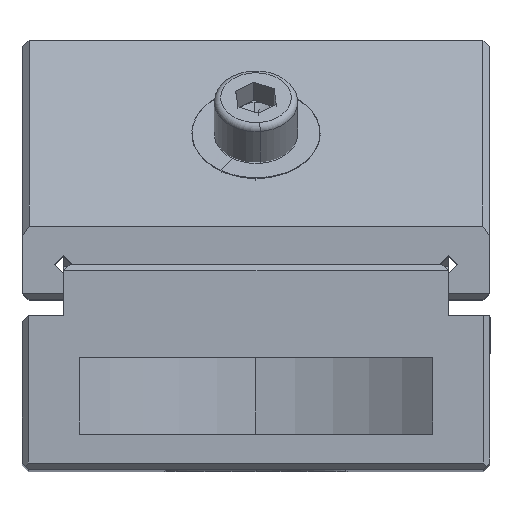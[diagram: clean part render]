
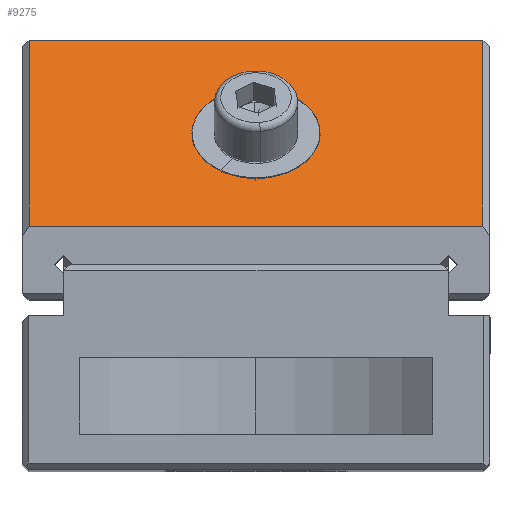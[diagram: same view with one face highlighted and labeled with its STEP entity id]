
A CAD part, top view. The second image highlights one B-rep face of the part: STEP entity #9275.
In plain terms, the highlighted face is planar.
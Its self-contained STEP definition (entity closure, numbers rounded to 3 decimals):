
#9 = EDGE_LOOP ( 'NONE', ( #368, #369, #370, #371 ) ) ;
#368 = ORIENTED_EDGE ( 'NONE', *, *, #9775, .F. ) ;
#369 = ORIENTED_EDGE ( 'NONE', *, *, #607, .T. ) ;
#370 = ORIENTED_EDGE ( 'NONE', *, *, #600, .T. ) ;
#371 = ORIENTED_EDGE ( 'NONE', *, *, #9871, .T. ) ;
#372 = ORIENTED_EDGE ( 'NONE', *, *, #9947, .F. ) ;
#373 = ORIENTED_EDGE ( 'NONE', *, *, #9874, .F. ) ;
#600 = EDGE_CURVE ( 'NONE', #9103, #6521, #2093, .T. ) ;
#607 = EDGE_CURVE ( 'NONE', #9047, #9103, #2107, .T. ) ;
#1011 = AXIS2_PLACEMENT_3D ( 'NONE', #4054, #4064, #4065 ) ;
#2093 = LINE ( 'NONE', #8634, #2099 ) ;
#2099 = VECTOR ( 'NONE', #8636, 1000. ) ;
#2107 = LINE ( 'NONE', #2215, #2111 ) ;
#2111 = VECTOR ( 'NONE', #2221, 1000. ) ;
#2215 = CARTESIAN_POINT ( 'NONE',  ( 27., 39.5, -35.4 ) ) ;
#2221 = DIRECTION ( 'NONE',  ( -0.707, 0.707, 0. ) ) ;
#3118 = FACE_OUTER_BOUND ( 'NONE', #9, .T. ) ;
#3132 = FACE_BOUND ( 'NONE', #6549, .T. ) ;
#3419 = CARTESIAN_POINT ( 'NONE',  ( 26., 40.5, 35.4 ) ) ;
#3731 = CARTESIAN_POINT ( 'NONE',  ( 33.429, 33.071, 0. ) ) ;
#3748 = CARTESIAN_POINT ( 'NONE',  ( 55., 11.5, 35.4 ) ) ;
#3765 = CARTESIAN_POINT ( 'NONE',  ( 55., 11.5, -35.4 ) ) ;
#3806 = CARTESIAN_POINT ( 'NONE',  ( 47.571, 18.929, 0. ) ) ;
#3821 = CARTESIAN_POINT ( 'NONE',  ( 26., 40.5, -35.4 ) ) ;
#4054 = CARTESIAN_POINT ( 'NONE',  ( 26., 40.5, -36.4 ) ) ;
#4059 = PLANE ( 'NONE',  #1011 ) ;
#4064 = DIRECTION ( 'NONE',  ( -0.707, -0.707, 0. ) ) ;
#4065 = DIRECTION ( 'NONE',  ( 0.707, -0.707, 0. ) ) ;
#4724 = AXIS2_PLACEMENT_3D ( 'NONE', #7846, #7847, #7848 ) ;
#4739 = AXIS2_PLACEMENT_3D ( 'NONE', #8007, #8008, #8009 ) ;
#6521 = VERTEX_POINT ( 'NONE', #3419 ) ;
#6549 = EDGE_LOOP ( 'NONE', ( #372, #373 ) ) ;
#6888 = CARTESIAN_POINT ( 'NONE',  ( 55., 11.5, -36.4 ) ) ;
#6889 = DIRECTION ( 'NONE',  ( 0., 0., 1. ) ) ;
#7220 = LINE ( 'NONE', #6888, #7223 ) ;
#7223 = VECTOR ( 'NONE', #6889, 1000. ) ;
#7370 = LINE ( 'NONE', #7833, #7372 ) ;
#7372 = VECTOR ( 'NONE', #7828, 1000. ) ;
#7375 = CIRCLE ( 'NONE', #4724, 10. ) ;
#7504 = CIRCLE ( 'NONE', #4739, 10. ) ;
#7828 = DIRECTION ( 'NONE',  ( 0.707, -0.707, 0. ) ) ;
#7833 = CARTESIAN_POINT ( 'NONE',  ( 26., 40.5, 35.4 ) ) ;
#7846 = CARTESIAN_POINT ( 'NONE',  ( 40.5, 26., 0. ) ) ;
#7847 = DIRECTION ( 'NONE',  ( 0.707, 0.707, 0. ) ) ;
#7848 = DIRECTION ( 'NONE',  ( -0.707, 0.707, 0. ) ) ;
#8007 = CARTESIAN_POINT ( 'NONE',  ( 40.5, 26., 0. ) ) ;
#8008 = DIRECTION ( 'NONE',  ( 0.707, 0.707, 0. ) ) ;
#8009 = DIRECTION ( 'NONE',  ( -0.707, 0.707, 0. ) ) ;
#8634 = CARTESIAN_POINT ( 'NONE',  ( 26., 40.5, -36.4 ) ) ;
#8636 = DIRECTION ( 'NONE',  ( 0., 0., 1. ) ) ;
#9013 = VERTEX_POINT ( 'NONE', #3731 ) ;
#9030 = VERTEX_POINT ( 'NONE', #3748 ) ;
#9047 = VERTEX_POINT ( 'NONE', #3765 ) ;
#9088 = VERTEX_POINT ( 'NONE', #3806 ) ;
#9103 = VERTEX_POINT ( 'NONE', #3821 ) ;
#9275 = ADVANCED_FACE ( 'NONE', ( #3118, #3132 ), #4059, .F. ) ;
#9775 = EDGE_CURVE ( 'NONE', #9047, #9030, #7220, .T. ) ;
#9871 = EDGE_CURVE ( 'NONE', #6521, #9030, #7370, .T. ) ;
#9874 = EDGE_CURVE ( 'NONE', #9088, #9013, #7375, .T. ) ;
#9947 = EDGE_CURVE ( 'NONE', #9013, #9088, #7504, .T. ) ;
